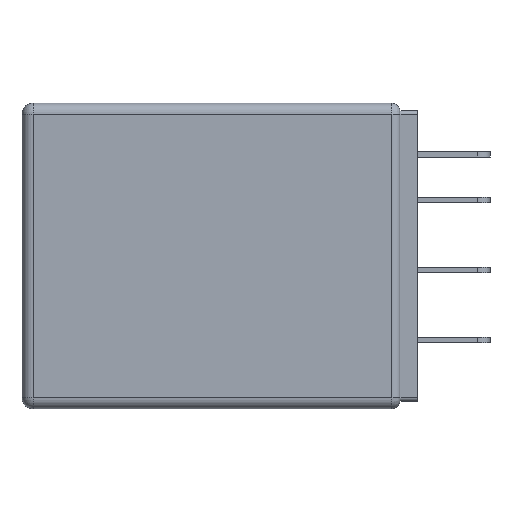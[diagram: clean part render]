
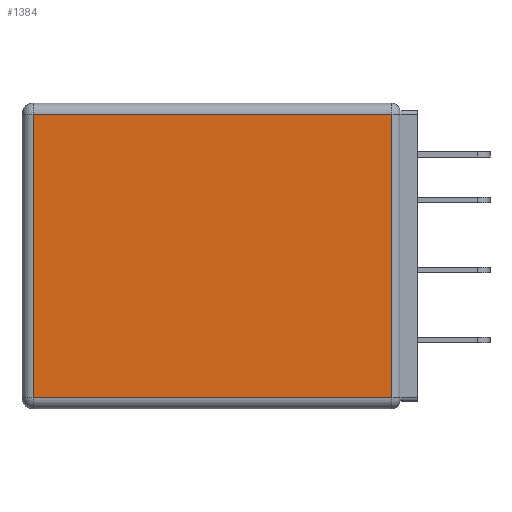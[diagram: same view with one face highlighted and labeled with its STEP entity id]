
A CAD part, left-side view. The second image highlights one B-rep face of the part: STEP entity #1384.
In plain terms, the highlighted planar face has unit normal (-1, 0, 0).
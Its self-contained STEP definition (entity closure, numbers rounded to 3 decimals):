
#1143=CARTESIAN_POINT('',(-21.2,2.348,26.5));
#1144=VERTEX_POINT('',#1143);
#1242=CARTESIAN_POINT('',(-21.2,2.348,1.0));
#1243=VERTEX_POINT('',#1242);
#1244=CARTESIAN_POINT('',(-21.2,2.348,26.5));
#1245=DIRECTION('',(0.0,0.0,-1.0));
#1246=VECTOR('',#1245,25.5);
#1247=LINE('',#1244,#1246);
#1248=EDGE_CURVE('',#1144,#1243,#1247,.T.);
#1354=CARTESIAN_POINT('',(-21.2,0.0,1.0));
#1355=DIRECTION('',(-1.0,0.0,0.0));
#1356=DIRECTION('',(0.0,0.0,1.0));
#1357=AXIS2_PLACEMENT_3D('',#1354,#1355,#1356);
#1358=PLANE('',#1357);
#1359=ORIENTED_EDGE('',*,*,#1248,.F.);
#1360=CARTESIAN_POINT('',(-21.2,34.6,26.5));
#1361=VERTEX_POINT('',#1360);
#1362=CARTESIAN_POINT('',(-21.2,2.348,26.5));
#1363=DIRECTION('',(0.0,1.0,0.0));
#1364=VECTOR('',#1363,32.252);
#1365=LINE('',#1362,#1364);
#1366=EDGE_CURVE('',#1144,#1361,#1365,.T.);
#1367=ORIENTED_EDGE('',*,*,#1366,.T.);
#1368=CARTESIAN_POINT('',(-21.2,34.6,1.0));
#1369=VERTEX_POINT('',#1368);
#1370=CARTESIAN_POINT('',(-21.2,34.6,1.0));
#1371=DIRECTION('',(0.0,0.0,1.0));
#1372=VECTOR('',#1371,25.5);
#1373=LINE('',#1370,#1372);
#1374=EDGE_CURVE('',#1369,#1361,#1373,.T.);
#1375=ORIENTED_EDGE('',*,*,#1374,.F.);
#1376=CARTESIAN_POINT('',(-21.2,2.348,1.0));
#1377=DIRECTION('',(0.0,1.0,0.0));
#1378=VECTOR('',#1377,32.252);
#1379=LINE('',#1376,#1378);
#1380=EDGE_CURVE('',#1243,#1369,#1379,.T.);
#1381=ORIENTED_EDGE('',*,*,#1380,.F.);
#1382=EDGE_LOOP('',(#1359,#1367,#1375,#1381));
#1383=FACE_OUTER_BOUND('',#1382,.T.);
#1384=ADVANCED_FACE('',(#1383),#1358,.T.);
